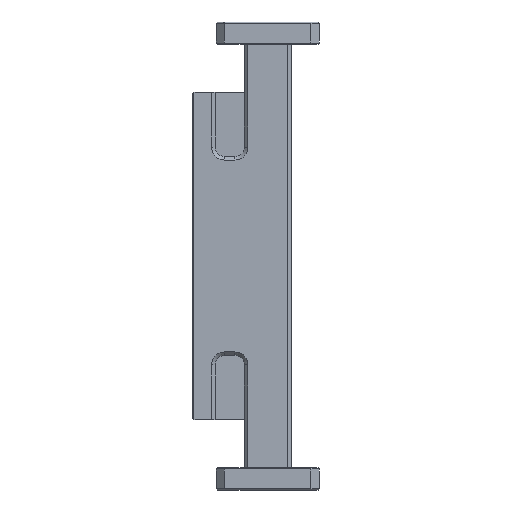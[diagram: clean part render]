
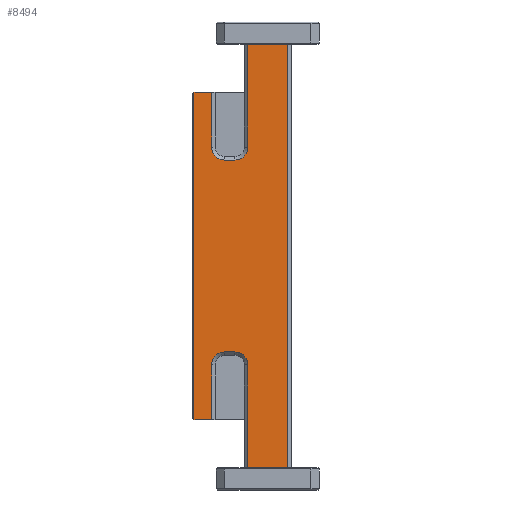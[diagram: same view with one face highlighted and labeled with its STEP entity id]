
A CAD part, left-side view. The second image highlights one B-rep face of the part: STEP entity #8494.
In plain terms, the highlighted planar face has unit normal (-1, 0, 0).
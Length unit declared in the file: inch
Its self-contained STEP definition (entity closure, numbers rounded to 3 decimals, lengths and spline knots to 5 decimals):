
#199 = LINE ( 'NONE', #6485, #1738 ) ;
#255 = VECTOR ( 'NONE', #1917, 39.37008 ) ;
#474 = DIRECTION ( 'NONE',  ( 0., 1., 0. ) ) ;
#497 = LINE ( 'NONE', #6105, #255 ) ;
#618 = VERTEX_POINT ( 'NONE', #5480 ) ;
#625 = ORIENTED_EDGE ( 'NONE', *, *, #7300, .F. ) ;
#664 = VERTEX_POINT ( 'NONE', #7486 ) ;
#745 = VECTOR ( 'NONE', #3639, 39.37008 ) ;
#768 = LINE ( 'NONE', #3410, #8834 ) ;
#785 = EDGE_CURVE ( 'NONE', #6891, #5901, #1898, .T. ) ;
#815 = FACE_OUTER_BOUND ( 'NONE', #5892, .T. ) ;
#822 = CARTESIAN_POINT ( 'NONE',  ( -0.25, 0.63, -1.4 ) ) ;
#973 = ORIENTED_EDGE ( 'NONE', *, *, #2609, .T. ) ;
#995 = VERTEX_POINT ( 'NONE', #8438 ) ;
#1056 = ORIENTED_EDGE ( 'NONE', *, *, #5465, .T. ) ;
#1078 = VERTEX_POINT ( 'NONE', #1096 ) ;
#1096 = CARTESIAN_POINT ( 'NONE',  ( -0.25, 0.48, -1.4 ) ) ;
#1185 = ORIENTED_EDGE ( 'NONE', *, *, #3451, .T. ) ;
#1360 = VECTOR ( 'NONE', #7267, 39.37008 ) ;
#1367 = EDGE_CURVE ( 'NONE', #1078, #6891, #3702, .T. ) ;
#1738 = VECTOR ( 'NONE', #3013, 39.37008 ) ;
#1781 = CARTESIAN_POINT ( 'NONE',  ( -0.25, 0.37, -0.82 ) ) ;
#1798 = EDGE_CURVE ( 'NONE', #5198, #6893, #199, .T. ) ;
#1805 = DIRECTION ( 'NONE',  ( 1., 0., 0. ) ) ;
#1849 = VECTOR ( 'NONE', #2987, 39.37008 ) ;
#1850 = DIRECTION ( 'NONE',  ( 0., 0., 1. ) ) ;
#1898 = CIRCLE ( 'NONE', #5285, 0.11 ) ;
#1917 = DIRECTION ( 'NONE',  ( 0., -1., 0. ) ) ;
#1967 = CARTESIAN_POINT ( 'NONE',  ( -0.25, 0.37, 0.82 ) ) ;
#1975 = EDGE_CURVE ( 'NONE', #6893, #664, #2394, .T. ) ;
#2090 = CARTESIAN_POINT ( 'NONE',  ( -0.25, 0.17, 1.81 ) ) ;
#2105 = DIRECTION ( 'NONE',  ( 0., 0., 1. ) ) ;
#2304 = ORIENTED_EDGE ( 'NONE', *, *, #785, .T. ) ;
#2350 = EDGE_CURVE ( 'NONE', #6832, #1078, #497, .T. ) ;
#2371 = CARTESIAN_POINT ( 'NONE',  ( -0.25, 0.28, -0.82 ) ) ;
#2394 = CIRCLE ( 'NONE', #4747, 0.11 ) ;
#2416 = EDGE_CURVE ( 'NONE', #2992, #618, #768, .T. ) ;
#2496 = DIRECTION ( 'NONE',  ( 0., 0., -1. ) ) ;
#2520 = VERTEX_POINT ( 'NONE', #6594 ) ;
#2552 = EDGE_CURVE ( 'NONE', #5901, #6007, #3705, .T. ) ;
#2576 = AXIS2_PLACEMENT_3D ( 'NONE', #5300, #8168, #474 ) ;
#2609 = EDGE_CURVE ( 'NONE', #995, #7788, #3068, .T. ) ;
#2679 = EDGE_CURVE ( 'NONE', #8132, #4242, #6140, .T. ) ;
#2817 = VECTOR ( 'NONE', #5981, 39.37008 ) ;
#2987 = DIRECTION ( 'NONE',  ( 0., -1., 0. ) ) ;
#2992 = VERTEX_POINT ( 'NONE', #8642 ) ;
#3001 = LINE ( 'NONE', #8450, #745 ) ;
#3013 = DIRECTION ( 'NONE',  ( 0., 0., -1. ) ) ;
#3068 = LINE ( 'NONE', #4472, #7308 ) ;
#3071 = ORIENTED_EDGE ( 'NONE', *, *, #2552, .T. ) ;
#3353 = EDGE_CURVE ( 'NONE', #2992, #7788, #3001, .T. ) ;
#3398 = VECTOR ( 'NONE', #7784, 39.37008 ) ;
#3410 = CARTESIAN_POINT ( 'NONE',  ( -0.25, -0.17, 2. ) ) ;
#3451 = EDGE_CURVE ( 'NONE', #664, #5925, #8116, .T. ) ;
#3456 = ORIENTED_EDGE ( 'NONE', *, *, #1798, .T. ) ;
#3632 = CARTESIAN_POINT ( 'NONE',  ( -0.25, 0.37, 0.93 ) ) ;
#3639 = DIRECTION ( 'NONE',  ( 0., 1., 0. ) ) ;
#3656 = VECTOR ( 'NONE', #6660, 39.37008 ) ;
#3672 = CARTESIAN_POINT ( 'NONE',  ( -0.25, 0., 1.4 ) ) ;
#3702 = LINE ( 'NONE', #7907, #3398 ) ;
#3705 = LINE ( 'NONE', #2371, #1360 ) ;
#4242 = VERTEX_POINT ( 'NONE', #5992 ) ;
#4436 = DIRECTION ( 'NONE',  ( 0., 1., 0. ) ) ;
#4463 = CIRCLE ( 'NONE', #2576, 0.11 ) ;
#4465 = ORIENTED_EDGE ( 'NONE', *, *, #6585, .T. ) ;
#4472 = CARTESIAN_POINT ( 'NONE',  ( -0.25, 0.17, 2. ) ) ;
#4747 = AXIS2_PLACEMENT_3D ( 'NONE', #8972, #7633, #6899 ) ;
#5064 = CIRCLE ( 'NONE', #6681, 0.11 ) ;
#5089 = DIRECTION ( 'NONE',  ( 1., 0., 0. ) ) ;
#5198 = VERTEX_POINT ( 'NONE', #2090 ) ;
#5285 = AXIS2_PLACEMENT_3D ( 'NONE', #7319, #1805, #7999 ) ;
#5291 = CARTESIAN_POINT ( 'NONE',  ( -0.25, 0.2, 1.81 ) ) ;
#5300 = CARTESIAN_POINT ( 'NONE',  ( -0.25, 0.28, -0.93 ) ) ;
#5346 = ORIENTED_EDGE ( 'NONE', *, *, #2416, .T. ) ;
#5465 = EDGE_CURVE ( 'NONE', #6007, #995, #4463, .T. ) ;
#5480 = CARTESIAN_POINT ( 'NONE',  ( -0.25, -0.17, 1.81 ) ) ;
#5692 = EDGE_CURVE ( 'NONE', #5925, #8132, #5064, .T. ) ;
#5709 = CARTESIAN_POINT ( 'NONE',  ( -0.25, 0.48, 0.93 ) ) ;
#5892 = EDGE_LOOP ( 'NONE', ( #625, #4465, #8165, #6008, #2304, #3071, #1056, #973, #6726, #5346, #8099, #3456, #7902, #1185, #6869, #6170 ) ) ;
#5901 = VERTEX_POINT ( 'NONE', #1781 ) ;
#5925 = VERTEX_POINT ( 'NONE', #1967 ) ;
#5957 = CARTESIAN_POINT ( 'NONE',  ( -0.25, 0.48, 2. ) ) ;
#5981 = DIRECTION ( 'NONE',  ( 0., 1., 0. ) ) ;
#5992 = CARTESIAN_POINT ( 'NONE',  ( -0.25, 0.48, 1.4 ) ) ;
#6007 = VERTEX_POINT ( 'NONE', #7092 ) ;
#6008 = ORIENTED_EDGE ( 'NONE', *, *, #1367, .T. ) ;
#6105 = CARTESIAN_POINT ( 'NONE',  ( -0.25, 0., -1.4 ) ) ;
#6140 = LINE ( 'NONE', #5957, #8626 ) ;
#6170 = ORIENTED_EDGE ( 'NONE', *, *, #2679, .T. ) ;
#6485 = CARTESIAN_POINT ( 'NONE',  ( -0.25, 0.17, 2. ) ) ;
#6585 = EDGE_CURVE ( 'NONE', #2520, #6832, #6811, .T. ) ;
#6594 = CARTESIAN_POINT ( 'NONE',  ( -0.25, 0.63, 1.4 ) ) ;
#6660 = DIRECTION ( 'NONE',  ( 0., -1., 0. ) ) ;
#6681 = AXIS2_PLACEMENT_3D ( 'NONE', #3632, #5089, #8486 ) ;
#6726 = ORIENTED_EDGE ( 'NONE', *, *, #3353, .F. ) ;
#6811 = LINE ( 'NONE', #7393, #8907 ) ;
#6832 = VERTEX_POINT ( 'NONE', #822 ) ;
#6869 = ORIENTED_EDGE ( 'NONE', *, *, #5692, .T. ) ;
#6891 = VERTEX_POINT ( 'NONE', #8669 ) ;
#6893 = VERTEX_POINT ( 'NONE', #8528 ) ;
#6899 = DIRECTION ( 'NONE',  ( 0., 1., 0. ) ) ;
#7092 = CARTESIAN_POINT ( 'NONE',  ( -0.25, 0.28, -0.82 ) ) ;
#7143 = LINE ( 'NONE', #3672, #1849 ) ;
#7191 = PLANE ( 'NONE',  #8618 ) ;
#7267 = DIRECTION ( 'NONE',  ( 0., -1., 0. ) ) ;
#7300 = EDGE_CURVE ( 'NONE', #2520, #4242, #7143, .T. ) ;
#7308 = VECTOR ( 'NONE', #7862, 39.37008 ) ;
#7319 = CARTESIAN_POINT ( 'NONE',  ( -0.25, 0.37, -0.93 ) ) ;
#7393 = CARTESIAN_POINT ( 'NONE',  ( -0.25, 0.63, 2. ) ) ;
#7486 = CARTESIAN_POINT ( 'NONE',  ( -0.25, 0.28, 0.82 ) ) ;
#7633 = DIRECTION ( 'NONE',  ( 1., 0., 0. ) ) ;
#7784 = DIRECTION ( 'NONE',  ( 0., 0., 1. ) ) ;
#7788 = VERTEX_POINT ( 'NONE', #7904 ) ;
#7824 = DIRECTION ( 'NONE',  ( 1., 0., 0. ) ) ;
#7862 = DIRECTION ( 'NONE',  ( 0., 0., -1. ) ) ;
#7902 = ORIENTED_EDGE ( 'NONE', *, *, #1975, .T. ) ;
#7904 = CARTESIAN_POINT ( 'NONE',  ( -0.25, 0.17, -1.81 ) ) ;
#7907 = CARTESIAN_POINT ( 'NONE',  ( -0.25, 0.48, 2. ) ) ;
#7999 = DIRECTION ( 'NONE',  ( 0., 1., 0. ) ) ;
#8099 = ORIENTED_EDGE ( 'NONE', *, *, #8159, .F. ) ;
#8116 = LINE ( 'NONE', #8676, #2817 ) ;
#8132 = VERTEX_POINT ( 'NONE', #5709 ) ;
#8159 = EDGE_CURVE ( 'NONE', #5198, #618, #8766, .T. ) ;
#8165 = ORIENTED_EDGE ( 'NONE', *, *, #2350, .T. ) ;
#8168 = DIRECTION ( 'NONE',  ( 1., 0., 0. ) ) ;
#8438 = CARTESIAN_POINT ( 'NONE',  ( -0.25, 0.17, -0.93 ) ) ;
#8450 = CARTESIAN_POINT ( 'NONE',  ( -0.25, 0.2, -1.81 ) ) ;
#8486 = DIRECTION ( 'NONE',  ( 0., 1., 0. ) ) ;
#8494 = ADVANCED_FACE ( 'NONE', ( #815 ), #7191, .F. ) ;
#8522 = CARTESIAN_POINT ( 'NONE',  ( -0.25, 0.2, 2. ) ) ;
#8528 = CARTESIAN_POINT ( 'NONE',  ( -0.25, 0.17, 0.93 ) ) ;
#8618 = AXIS2_PLACEMENT_3D ( 'NONE', #8522, #7824, #4436 ) ;
#8626 = VECTOR ( 'NONE', #1850, 39.37008 ) ;
#8642 = CARTESIAN_POINT ( 'NONE',  ( -0.25, -0.17, -1.81 ) ) ;
#8669 = CARTESIAN_POINT ( 'NONE',  ( -0.25, 0.48, -0.93 ) ) ;
#8676 = CARTESIAN_POINT ( 'NONE',  ( -0.25, 0.37, 0.82 ) ) ;
#8766 = LINE ( 'NONE', #5291, #3656 ) ;
#8834 = VECTOR ( 'NONE', #2105, 39.37008 ) ;
#8907 = VECTOR ( 'NONE', #2496, 39.37008 ) ;
#8972 = CARTESIAN_POINT ( 'NONE',  ( -0.25, 0.28, 0.93 ) ) ;
